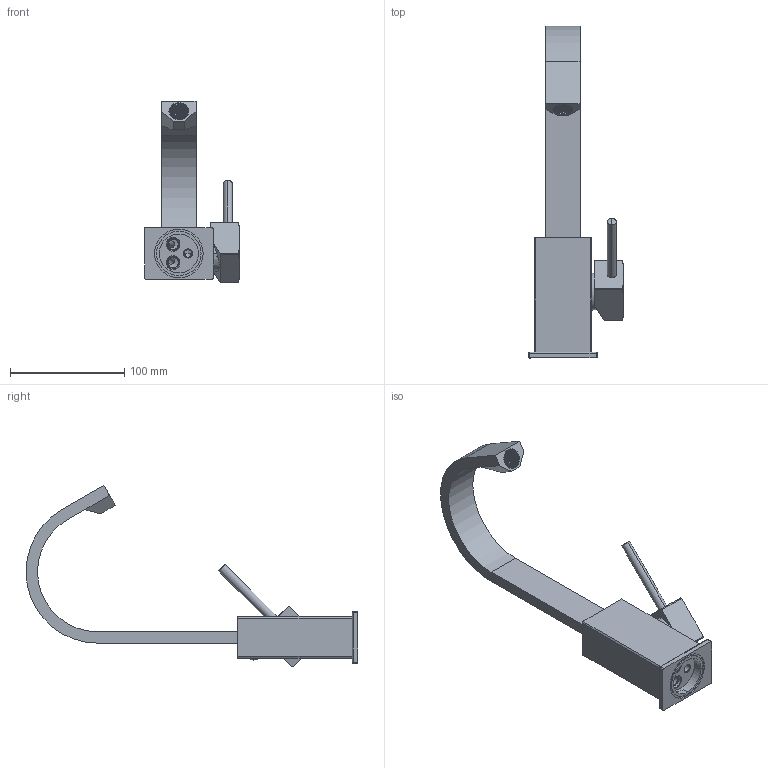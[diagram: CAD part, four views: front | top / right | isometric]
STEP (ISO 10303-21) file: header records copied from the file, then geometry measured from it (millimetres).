
FILE_DESCRIPTION((''),'2;1');
FILE_NAME('LEA878CR','2021-05-04T08:06:28',('ut3'),('PAFFONI SpA'),'CREO PARAMETRIC BY PTC INC, 2020044','CREO PARAMETRIC BY PTC INC, 2020044','');
FILE_SCHEMA(('CONFIG_CONTROL_DESIGN','SHAPE_APPEARANCE_LAYERS_GROUPS'));
Length unit declared in the file: millimetre
Products named in the file (1): LEA878CR
Bounding box: 82.98 x 290 x 158.25 mm (x, y, z)
Volume: 233799 mm3; surface area: 106264.8 mm2
Topology: 2 solids, 2 shells, 3106 faces, 8406 edges, 5276 vertices
Faces by surface type: plane 1971, cylinder 665, bspline 163, cone 127, torus 110, sphere 70
Entity records: 144927 total; most frequent: CARTESIAN_POINT 52267, ORIENTED_EDGE 16642, DIRECTION 12534, EDGE_CURVE 8321, VERTEX_POINT 5276, AXIS2_PLACEMENT_3D 4298, VECTOR 3938, LINE 3938
